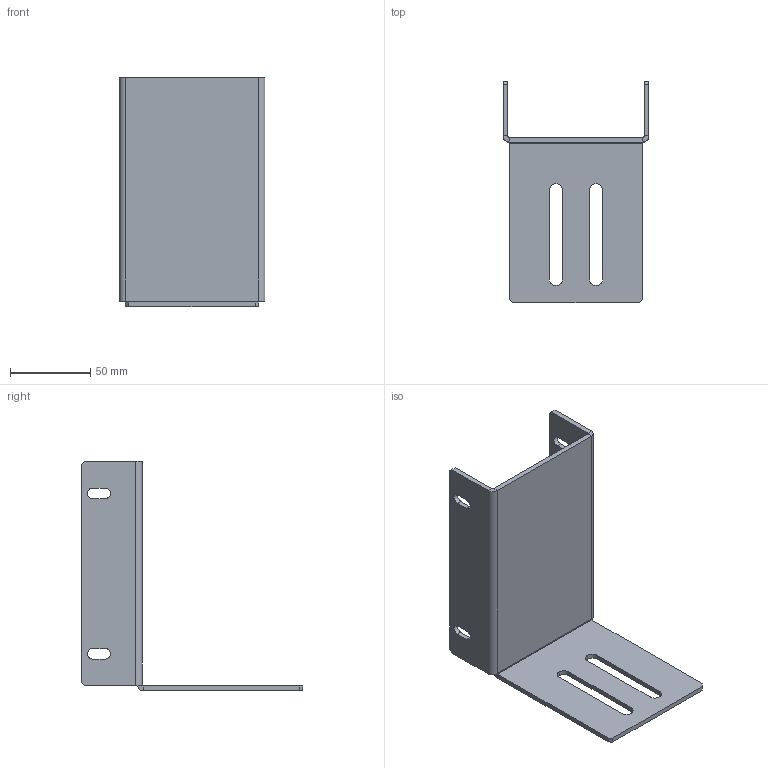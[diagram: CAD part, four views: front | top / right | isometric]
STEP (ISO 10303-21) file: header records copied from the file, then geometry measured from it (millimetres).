
FILE_DESCRIPTION (( 'STEP AP203' ), '1' );
FILE_NAME ('LIMAX3 MW.STEP', '2012-05-03T08:45:19', ( 'Marc' ), ( '' ), 'SwSTEP 2.0', 'SolidWorks 2012', '' );
FILE_SCHEMA (( 'CONFIG_CONTROL_DESIGN' ));
Length unit declared in the file: millimetre
Products named in the file (1): LIMAX3 MW
Bounding box: 91 x 138 x 143 mm (x, y, z)
Volume: 87989.2 mm3; surface area: 62299.8 mm2
Topology: 1 solids, 1 shells, 68 faces, 176 edges, 110 vertices
Faces by surface type: plane 44, cylinder 24
Entity records: 2155 total; most frequent: DIRECTION 364, CARTESIAN_POINT 355, ORIENTED_EDGE 352, EDGE_CURVE 176, LINE 126, VECTOR 126, AXIS2_PLACEMENT_3D 119, VERTEX_POINT 110
